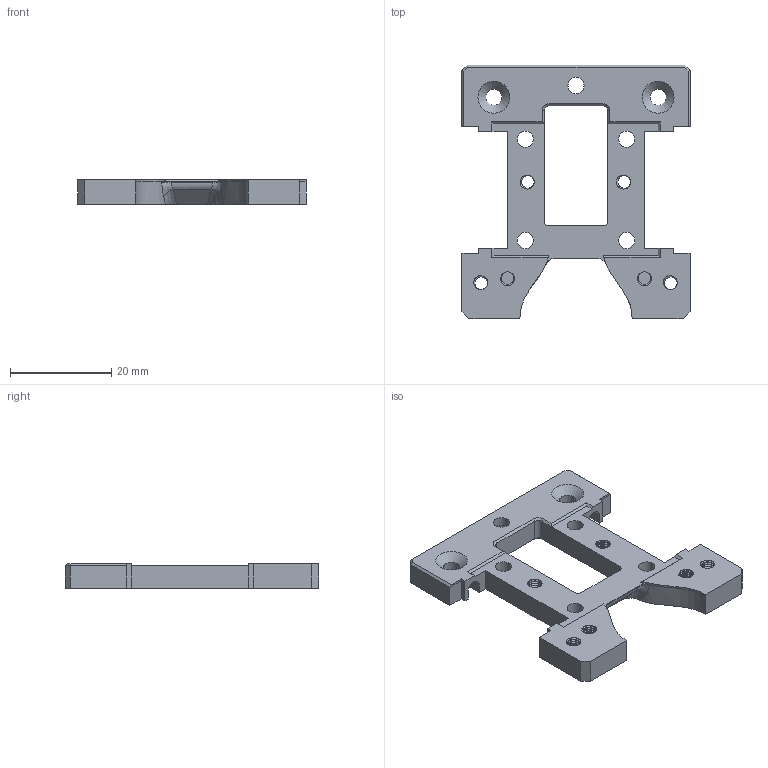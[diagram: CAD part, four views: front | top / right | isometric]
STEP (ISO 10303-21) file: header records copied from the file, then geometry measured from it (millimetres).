
FILE_DESCRIPTION(/* description */ (''),/* implementation_level */ '2;1');
FILE_NAME(/* name */ 'CNC_XOL_Rear v92.step',/* time_stamp */ '2023-12-06T11:55:42+01:00',/* author */ (''),/* organization */ (''),/* preprocessor_version */ 'ST-DEVELOPER v20',/* originating_system */ 'Autodesk Translation Framework v12.14.0.127',/* authorisation */ '');
FILE_SCHEMA (('AUTOMOTIVE_DESIGN { 1 0 10303 214 3 1 1 }'));
Length unit declared in the file: millimetre
Products named in the file (1): CNC_XOL_Rear
Bounding box: 45 x 50 x 4.8 mm (x, y, z)
Volume: 5315.6 mm3; surface area: 4644.6 mm2
Topology: 1 solids, 1 shells, 246 faces, 694 edges, 452 vertices
Faces by surface type: cylinder 135, plane 77, bspline 22, cone 12
Full cylindrical faces by diameter (mm): 2.529 x22, 3.086 x14, 3.2 x7, 6.5 x1
Entity records: 15891 total; most frequent: CARTESIAN_POINT 10037, ORIENTED_EDGE 1388, DIRECTION 932, EDGE_CURVE 694, VERTEX_POINT 452, LINE 334, VECTOR 334, AXIS2_PLACEMENT_3D 299
